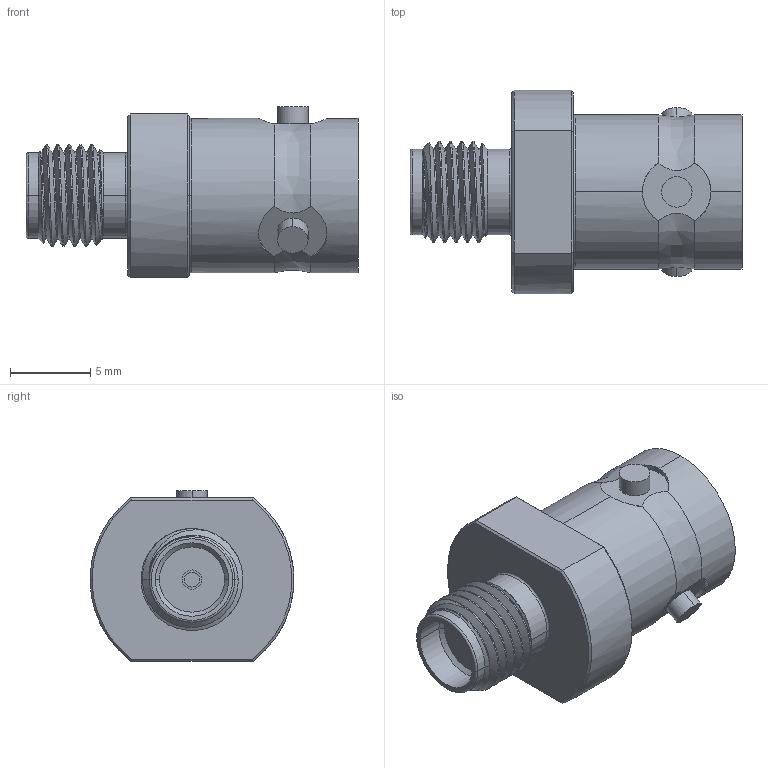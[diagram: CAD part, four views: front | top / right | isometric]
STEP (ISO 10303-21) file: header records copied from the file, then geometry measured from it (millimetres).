
FILE_DESCRIPTION (( 'STEP AP203' ), '1' );
FILE_NAME ('PE91074.step', '2018-05-02T16:24:24', ( '' ), ( '' ), 'SwSTEP 2.0', 'SolidWorks 2017', '' );
FILE_SCHEMA (( 'CONFIG_CONTROL_DESIGN' ));
Length unit declared in the file: inch
Products named in the file (1): PE91074
Bounding box: 20.68 x 12.7 x 10.6 mm (x, y, z)
Volume: 892.5 mm3; surface area: 1405.8 mm2
Topology: 3 solids, 3 shells, 125 faces, 305 edges, 195 vertices
Faces by surface type: cylinder 52, plane 40, cone 21, torus 6, bspline 6
Entity records: 4905 total; most frequent: CARTESIAN_POINT 1927, DIRECTION 614, ORIENTED_EDGE 610, EDGE_CURVE 305, AXIS2_PLACEMENT_3D 251, VERTEX_POINT 195, EDGE_LOOP 138, CIRCLE 131
